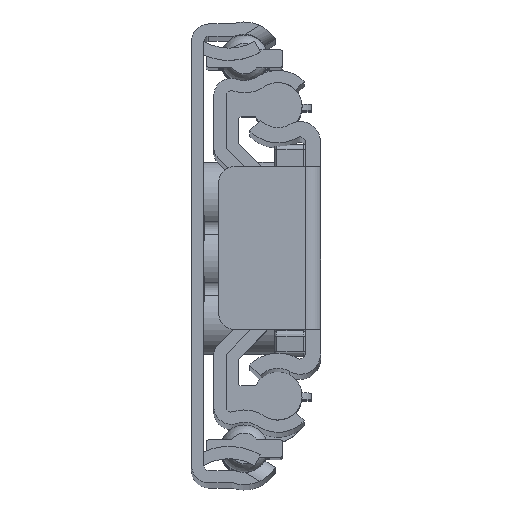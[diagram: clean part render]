
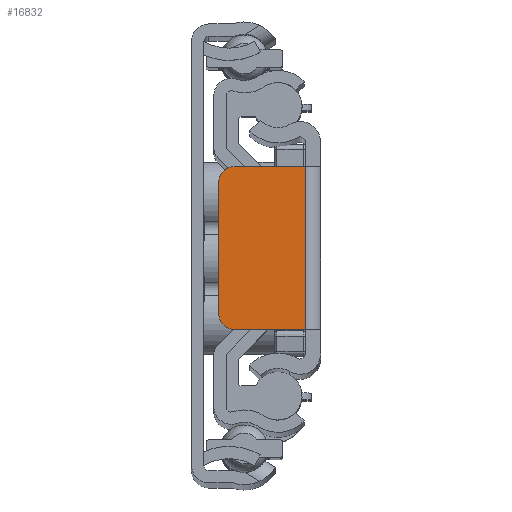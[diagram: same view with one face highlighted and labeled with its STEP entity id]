
A CAD part, top view. The second image highlights one B-rep face of the part: STEP entity #16832.
In plain terms, the highlighted planar face has unit normal (0, 0, 1).
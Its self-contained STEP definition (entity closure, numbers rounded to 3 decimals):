
#1604=FACE_OUTER_BOUND('',#2500,.T.);
#2500=EDGE_LOOP('',(#13331,#13332,#13333,#13334,#13335,#13336));
#3310=CIRCLE('',#18053,1.5);
#3313=CIRCLE('',#18058,1.5);
#4689=LINE('',#26425,#6194);
#4692=LINE('',#26432,#6197);
#4693=LINE('',#26436,#6198);
#4694=LINE('',#26437,#6199);
#6194=VECTOR('',#21323,10.);
#6197=VECTOR('',#21330,10.);
#6198=VECTOR('',#21333,10.);
#6199=VECTOR('',#21334,10.);
#7624=VERTEX_POINT('',#26415);
#7625=VERTEX_POINT('',#26416);
#7628=VERTEX_POINT('',#26424);
#7630=VERTEX_POINT('',#26431);
#7631=VERTEX_POINT('',#26433);
#7632=VERTEX_POINT('',#26435);
#9706=EDGE_CURVE('',#7624,#7625,#3310,.T.);
#9710=EDGE_CURVE('',#7625,#7628,#4689,.T.);
#9714=EDGE_CURVE('',#7624,#7630,#4692,.T.);
#9715=EDGE_CURVE('',#7631,#7630,#3313,.T.);
#9716=EDGE_CURVE('',#7632,#7631,#4693,.T.);
#9717=EDGE_CURVE('',#7628,#7632,#4694,.T.);
#13331=ORIENTED_EDGE('',*,*,#9706,.F.);
#13332=ORIENTED_EDGE('',*,*,#9714,.T.);
#13333=ORIENTED_EDGE('',*,*,#9715,.F.);
#13334=ORIENTED_EDGE('',*,*,#9716,.F.);
#13335=ORIENTED_EDGE('',*,*,#9717,.F.);
#13336=ORIENTED_EDGE('',*,*,#9710,.F.);
#16270=PLANE('',#18057);
#16832=ADVANCED_FACE('',(#1604),#16270,.T.);
#18053=AXIS2_PLACEMENT_3D('',#26417,#21315,#21316);
#18057=AXIS2_PLACEMENT_3D('',#26430,#21328,#21329);
#18058=AXIS2_PLACEMENT_3D('',#26434,#21331,#21332);
#21315=DIRECTION('center_axis',(0.,0.,
-1.));
#21316=DIRECTION('ref_axis',(-0.707,0.707,0.));
#21323=DIRECTION('',(1.,0.,0.));
#21328=DIRECTION('center_axis',(0.,0.,
1.));
#21329=DIRECTION('ref_axis',(1.,0.,0.));
#21330=DIRECTION('',(0.,-1.,0.));
#21331=DIRECTION('center_axis',(0.,0.,
-1.));
#21332=DIRECTION('ref_axis',(-0.707,-0.707,0.));
#21333=DIRECTION('',(-1.,0.,0.));
#21334=DIRECTION('',(0.,-1.,0.));
#26415=CARTESIAN_POINT('',(-2.5,6.5,305.));
#26416=CARTESIAN_POINT('',(-1.,8.,305.));
#26417=CARTESIAN_POINT('Origin',(-1.,6.5,305.));
#26424=CARTESIAN_POINT('',(6.,8.,305.));
#26425=CARTESIAN_POINT('',(6.,8.,305.));
#26430=CARTESIAN_POINT('Origin',(-2.5,0.,
305.));
#26431=CARTESIAN_POINT('',(-2.5,-6.5,305.));
#26432=CARTESIAN_POINT('',(-2.5,0.,305.));
#26433=CARTESIAN_POINT('',(-1.,-8.,305.));
#26434=CARTESIAN_POINT('Origin',(-1.,-6.5,305.));
#26435=CARTESIAN_POINT('',(6.,-8.,305.));
#26436=CARTESIAN_POINT('',(6.,-8.,305.));
#26437=CARTESIAN_POINT('',(6.,0.,305.));
